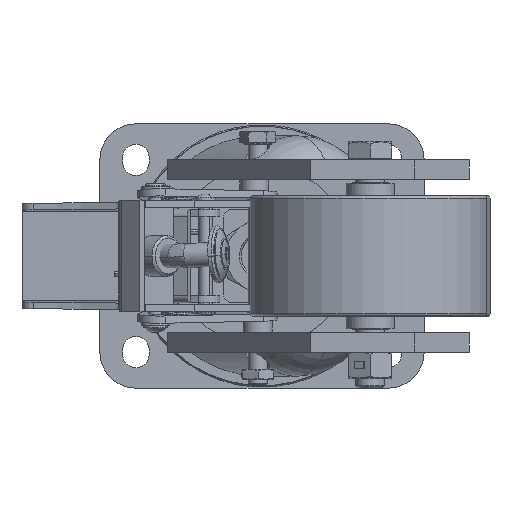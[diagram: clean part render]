
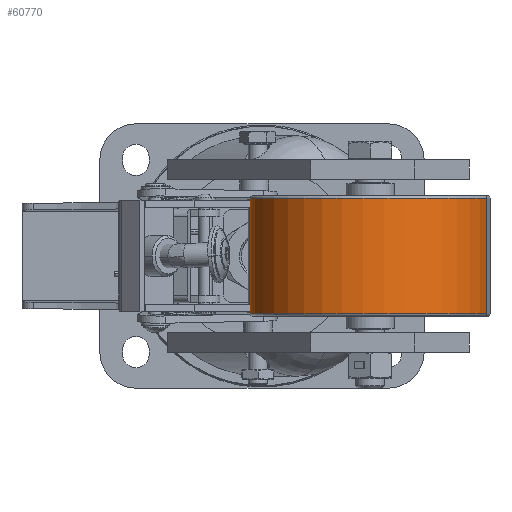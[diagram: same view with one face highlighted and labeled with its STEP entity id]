
A CAD part, front view. The second image highlights one B-rep face of the part: STEP entity #60770.
In plain terms, the highlighted cylindrical face has radius 50 mm (diameter 100 mm), a partial arc.
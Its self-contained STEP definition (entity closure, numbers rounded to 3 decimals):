
#619 = CYLINDRICAL_SURFACE ( 'NONE', #30627, 50. ) ;
#1661 = VERTEX_POINT ( 'NONE', #20604 ) ;
#1945 = DIRECTION ( 'NONE',  ( 0., 0., -1. ) ) ;
#2827 = CARTESIAN_POINT ( 'NONE',  ( 1.404, -88.406, 24. ) ) ;
#3838 = DIRECTION ( 'NONE',  ( -0.973, 0.232, 0. ) ) ;
#8847 = DIRECTION ( 'NONE',  ( 0., 0., -1. ) ) ;
#12755 = CARTESIAN_POINT ( 'NONE',  ( 1.404, -88.406, -69.595 ) ) ;
#14832 = VECTOR ( 'NONE', #1945, 1000. ) ;
#16601 = LINE ( 'NONE', #12755, #52535 ) ;
#17468 = DIRECTION ( 'NONE',  ( 0., 0., -1. ) ) ;
#18922 = EDGE_CURVE ( 'NONE', #21391, #1661, #39761, .T. ) ;
#19261 = CIRCLE ( 'NONE', #31048, 50. ) ;
#20604 = CARTESIAN_POINT ( 'NONE',  ( 98.678, -111.594, -24. ) ) ;
#21391 = VERTEX_POINT ( 'NONE', #31320 ) ;
#21954 = CIRCLE ( 'NONE', #39825, 50. ) ;
#22234 = CARTESIAN_POINT ( 'NONE',  ( 50.041, -100., -24. ) ) ;
#26934 = DIRECTION ( 'NONE',  ( 0.973, -0.232, 0. ) ) ;
#28242 = EDGE_LOOP ( 'NONE', ( #43867, #51805, #57017, #32388 ) ) ;
#28415 = VERTEX_POINT ( 'NONE', #2827 ) ;
#29980 = CARTESIAN_POINT ( 'NONE',  ( 98.678, -111.594, -69.595 ) ) ;
#30627 = AXIS2_PLACEMENT_3D ( 'NONE', #36913, #8847, #60444 ) ;
#31048 = AXIS2_PLACEMENT_3D ( 'NONE', #22234, #54971, #26934 ) ;
#31320 = CARTESIAN_POINT ( 'NONE',  ( 98.678, -111.594, 24. ) ) ;
#31878 = DIRECTION ( 'NONE',  ( 0., 0., -1. ) ) ;
#32388 = ORIENTED_EDGE ( 'NONE', *, *, #44561, .T. ) ;
#36913 = CARTESIAN_POINT ( 'NONE',  ( 50.041, -100., -69.595 ) ) ;
#39761 = LINE ( 'NONE', #29980, #14832 ) ;
#39825 = AXIS2_PLACEMENT_3D ( 'NONE', #59921, #31878, #3838 ) ;
#42272 = VERTEX_POINT ( 'NONE', #48730 ) ;
#43867 = ORIENTED_EDGE ( 'NONE', *, *, #18922, .F. ) ;
#44561 = EDGE_CURVE ( 'NONE', #42272, #1661, #19261, .T. ) ;
#48730 = CARTESIAN_POINT ( 'NONE',  ( 1.404, -88.406, -24. ) ) ;
#51805 = ORIENTED_EDGE ( 'NONE', *, *, #57009, .T. ) ;
#52535 = VECTOR ( 'NONE', #17468, 1000. ) ;
#54730 = EDGE_CURVE ( 'NONE', #28415, #42272, #16601, .T. ) ;
#54871 = FACE_OUTER_BOUND ( 'NONE', #28242, .T. ) ;
#54971 = DIRECTION ( 'NONE',  ( 0., 0., 1. ) ) ;
#57009 = EDGE_CURVE ( 'NONE', #21391, #28415, #21954, .T. ) ;
#57017 = ORIENTED_EDGE ( 'NONE', *, *, #54730, .T. ) ;
#59921 = CARTESIAN_POINT ( 'NONE',  ( 50.041, -100., 24. ) ) ;
#60444 = DIRECTION ( 'NONE',  ( -0.973, 0.232, 0. ) ) ;
#60770 = ADVANCED_FACE ( 'NONE', ( #54871 ), #619, .T. ) ;
